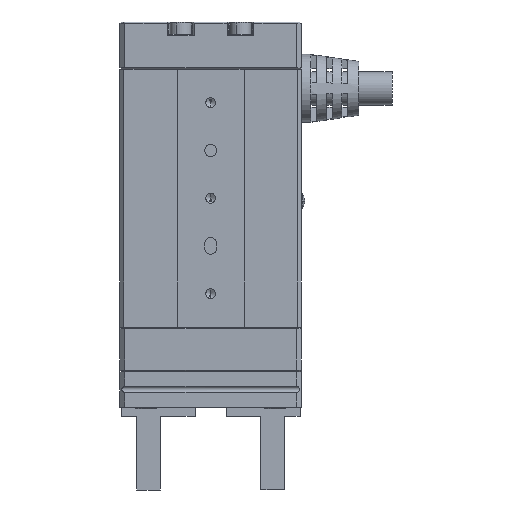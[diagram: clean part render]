
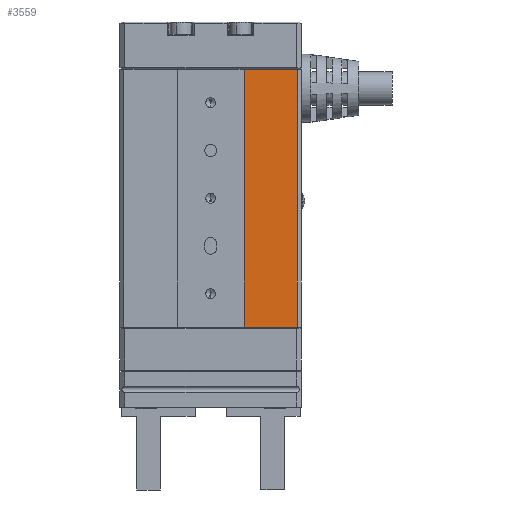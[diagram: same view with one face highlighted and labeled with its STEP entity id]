
A CAD part, front view. The second image highlights one B-rep face of the part: STEP entity #3559.
In plain terms, the highlighted face is planar.
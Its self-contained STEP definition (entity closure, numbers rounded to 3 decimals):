
#960 = DIRECTION ( 'NONE',  ( 0., 0., 1. ) ) ;
#1994 = VECTOR ( 'NONE', #960, 1000. ) ;
#2808 = EDGE_LOOP ( 'NONE', ( #29468, #17050, #28993, #8262 ) ) ;
#2952 = LINE ( 'NONE', #12154, #28305 ) ;
#3118 = DIRECTION ( 'NONE',  ( -1., 0., 0. ) ) ;
#3559 = ADVANCED_FACE ( 'NONE', ( #29288 ), #8532, .F. ) ;
#6108 = VERTEX_POINT ( 'NONE', #13016 ) ;
#6286 = DIRECTION ( 'NONE',  ( 1., 0., 0. ) ) ;
#7335 = VECTOR ( 'NONE', #3118, 1000. ) ;
#8262 = ORIENTED_EDGE ( 'NONE', *, *, #8306, .F. ) ;
#8306 = EDGE_CURVE ( 'NONE', #23992, #8848, #12407, .T. ) ;
#8532 = PLANE ( 'NONE',  #21240 ) ;
#8537 = CARTESIAN_POINT ( 'NONE',  ( -7., 11.6, -27. ) ) ;
#8848 = VERTEX_POINT ( 'NONE', #16013 ) ;
#9119 = DIRECTION ( 'NONE',  ( 0., 0., 1. ) ) ;
#12154 = CARTESIAN_POINT ( 'NONE',  ( -18.15, 11.6, 27. ) ) ;
#12192 = EDGE_CURVE ( 'NONE', #6108, #8848, #2952, .T. ) ;
#12407 = LINE ( 'NONE', #21649, #1994 ) ;
#13016 = CARTESIAN_POINT ( 'NONE',  ( -18.15, 11.6, 27. ) ) ;
#14606 = LINE ( 'NONE', #23846, #7335 ) ;
#16013 = CARTESIAN_POINT ( 'NONE',  ( -7., 11.6, 27. ) ) ;
#17050 = ORIENTED_EDGE ( 'NONE', *, *, #25382, .T. ) ;
#17305 = CARTESIAN_POINT ( 'NONE',  ( -18.15, 11.6, -27. ) ) ;
#17836 = CARTESIAN_POINT ( 'NONE',  ( -18.15, 11.6, -38.151 ) ) ;
#20669 = LINE ( 'NONE', #29844, #28885 ) ;
#21075 = VERTEX_POINT ( 'NONE', #17305 ) ;
#21240 = AXIS2_PLACEMENT_3D ( 'NONE', #17836, #27025, #6286 ) ;
#21415 = DIRECTION ( 'NONE',  ( 1., 0., 0. ) ) ;
#21649 = CARTESIAN_POINT ( 'NONE',  ( -7., 11.6, -38.151 ) ) ;
#23846 = CARTESIAN_POINT ( 'NONE',  ( -18.15, 11.6, -27. ) ) ;
#23992 = VERTEX_POINT ( 'NONE', #8537 ) ;
#25382 = EDGE_CURVE ( 'NONE', #21075, #6108, #20669, .T. ) ;
#27025 = DIRECTION ( 'NONE',  ( 0., -1., 0. ) ) ;
#28305 = VECTOR ( 'NONE', #21415, 1000. ) ;
#28650 = EDGE_CURVE ( 'NONE', #23992, #21075, #14606, .T. ) ;
#28885 = VECTOR ( 'NONE', #9119, 1000. ) ;
#28993 = ORIENTED_EDGE ( 'NONE', *, *, #12192, .T. ) ;
#29288 = FACE_OUTER_BOUND ( 'NONE', #2808, .T. ) ;
#29468 = ORIENTED_EDGE ( 'NONE', *, *, #28650, .T. ) ;
#29844 = CARTESIAN_POINT ( 'NONE',  ( -18.15, 11.6, -38.151 ) ) ;
